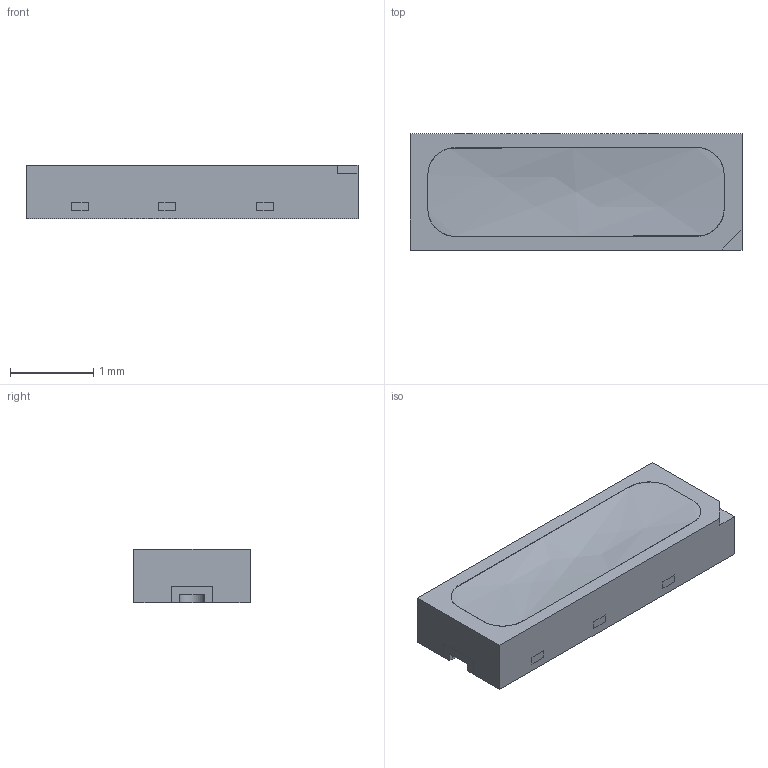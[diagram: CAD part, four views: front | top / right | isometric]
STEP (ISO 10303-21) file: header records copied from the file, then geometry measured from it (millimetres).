
FILE_DESCRIPTION(('FreeCAD Model'),'2;1');
FILE_NAME('Open CASCADE Shape Model','2022-12-08T10:42:19',(''),(''), 'Open CASCADE STEP processor 7.6','FreeCAD','Unknown');
FILE_SCHEMA(('AUTOMOTIVE_DESIGN { 1 0 10303 214 1 1 1 1 }'));
Length unit declared in the file: millimetre
Products named in the file (1): KW DPLS32.EC
Bounding box: 4 x 1.4 x 0.65 mm (x, y, z)
Volume: 3.5 mm3; surface area: 18.3 mm2
Topology: 1 solids, 1 shells, 29 faces, 114 edges, 94 vertices
Faces by surface type: plane 24, bspline 3, cylinder 2
Entity records: 1666 total; most frequent: CARTESIAN_POINT 441, ORIENTED_EDGE 228, DIRECTION 178, EDGE_CURVE 114, VERTEX_POINT 94, LINE 92, VECTOR 92, AXIS2_PLACEMENT_3D 43
